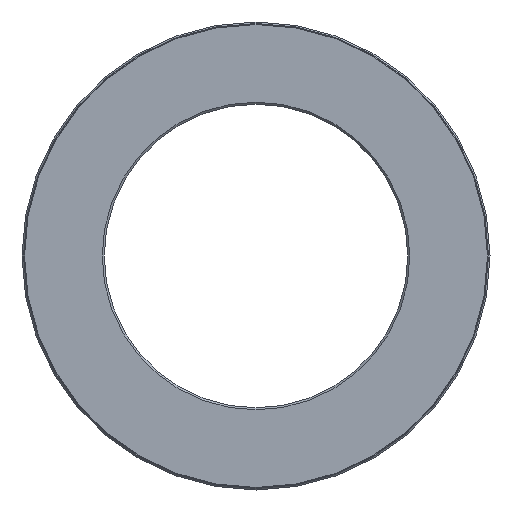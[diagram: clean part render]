
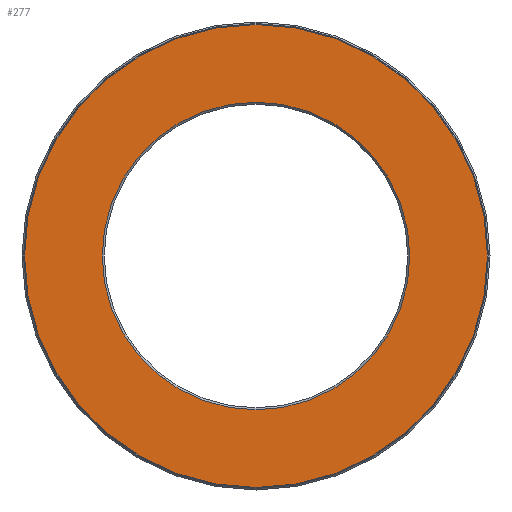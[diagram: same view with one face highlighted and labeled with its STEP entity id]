
A CAD part, front view. The second image highlights one B-rep face of the part: STEP entity #277.
In plain terms, the highlighted planar face has unit normal (0, -1, 0).
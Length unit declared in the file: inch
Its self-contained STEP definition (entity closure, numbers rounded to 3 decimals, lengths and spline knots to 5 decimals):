
#10 = FACE_BOUND ( 'NONE', #459, .T. ) ;
#61 = VERTEX_POINT ( 'NONE', #258 ) ;
#66 = EDGE_CURVE ( 'NONE', #61, #61, #333, .T. ) ;
#69 = AXIS2_PLACEMENT_3D ( 'NONE', #565, #570, #475 ) ;
#78 = AXIS2_PLACEMENT_3D ( 'NONE', #384, #576, #304 ) ;
#101 = EDGE_LOOP ( 'NONE', ( #284 ) ) ;
#180 = CARTESIAN_POINT ( 'NONE',  ( 0., 0., 1.52 ) ) ;
#191 = DIRECTION ( 'NONE',  ( 0., 1., 0. ) ) ;
#251 = CIRCLE ( 'NONE', #546, 1.52 ) ;
#258 = CARTESIAN_POINT ( 'NONE',  ( 0., 0., 2.2875 ) ) ;
#277 = ADVANCED_FACE ( 'NONE', ( #305, #10 ), #583, .F. ) ;
#284 = ORIENTED_EDGE ( 'NONE', *, *, #66, .F. ) ;
#304 = DIRECTION ( 'NONE',  ( 0., 0., 1. ) ) ;
#305 = FACE_OUTER_BOUND ( 'NONE', #101, .T. ) ;
#333 = CIRCLE ( 'NONE', #69, 2.2875 ) ;
#384 = CARTESIAN_POINT ( 'NONE',  ( 0., 0., 0. ) ) ;
#459 = EDGE_LOOP ( 'NONE', ( #579 ) ) ;
#463 = CARTESIAN_POINT ( 'NONE',  ( 0., 0., 0. ) ) ;
#475 = DIRECTION ( 'NONE',  ( 0., 0., 1. ) ) ;
#510 = DIRECTION ( 'NONE',  ( 0., 0., 1. ) ) ;
#532 = EDGE_CURVE ( 'NONE', #560, #560, #251, .T. ) ;
#546 = AXIS2_PLACEMENT_3D ( 'NONE', #463, #191, #510 ) ;
#560 = VERTEX_POINT ( 'NONE', #180 ) ;
#565 = CARTESIAN_POINT ( 'NONE',  ( 0., 0., 0. ) ) ;
#570 = DIRECTION ( 'NONE',  ( 0., 1., 0. ) ) ;
#576 = DIRECTION ( 'NONE',  ( 0., 1., 0. ) ) ;
#579 = ORIENTED_EDGE ( 'NONE', *, *, #532, .T. ) ;
#583 = PLANE ( 'NONE',  #78 ) ;
